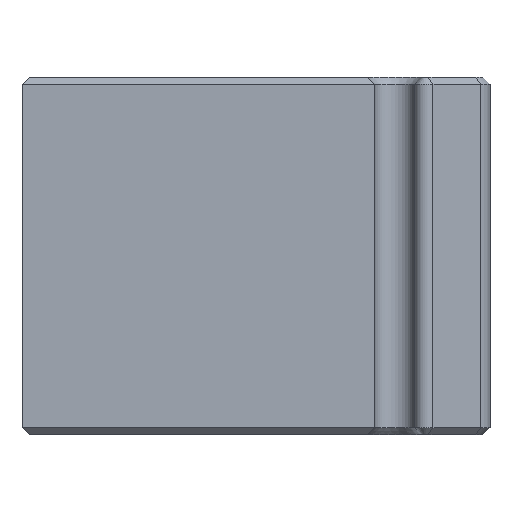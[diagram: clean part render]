
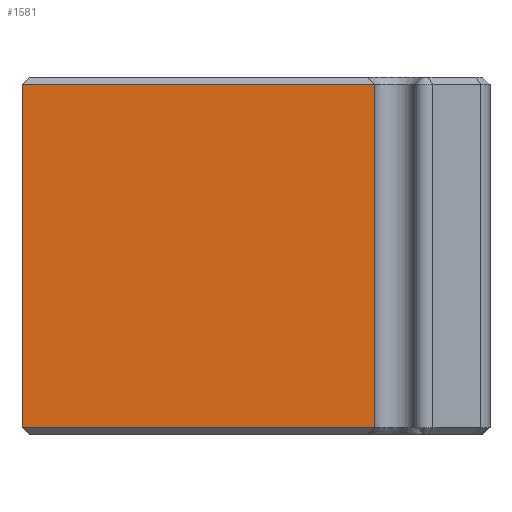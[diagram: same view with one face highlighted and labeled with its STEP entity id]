
A CAD part, left-side view. The second image highlights one B-rep face of the part: STEP entity #1581.
In plain terms, the highlighted planar face has unit normal (-1, 0, 0).
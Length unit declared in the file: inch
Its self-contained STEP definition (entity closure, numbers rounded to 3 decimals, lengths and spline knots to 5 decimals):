
#75=PLANE('',#1722);
#162=FACE_OUTER_BOUND('',#257,.T.);
#257=EDGE_LOOP('',(#1357,#1358,#1359,#1360));
#406=LINE('',#3059,#542);
#463=LINE('',#3370,#599);
#494=LINE('',#3447,#630);
#495=LINE('',#3449,#631);
#542=VECTOR('',#1858,0.3937);
#599=VECTOR('',#2013,0.3937);
#630=VECTOR('',#2100,0.3937);
#631=VECTOR('',#2103,0.3937);
#705=VERTEX_POINT('',#3052);
#707=VERTEX_POINT('',#3058);
#752=VERTEX_POINT('',#3363);
#754=VERTEX_POINT('',#3369);
#874=EDGE_CURVE('',#707,#705,#406,.T.);
#955=EDGE_CURVE('',#752,#754,#463,.T.);
#995=EDGE_CURVE('',#754,#707,#494,.T.);
#996=EDGE_CURVE('',#752,#705,#495,.T.);
#1357=ORIENTED_EDGE('',*,*,#874,.F.);
#1358=ORIENTED_EDGE('',*,*,#995,.F.);
#1359=ORIENTED_EDGE('',*,*,#955,.F.);
#1360=ORIENTED_EDGE('',*,*,#996,.T.);
#1581=ADVANCED_FACE('',(#162),#75,.T.);
#1722=AXIS2_PLACEMENT_3D('',#3448,#2101,#2102);
#1858=DIRECTION('',(0.,1.,0.));
#2013=DIRECTION('',(0.,-1.,0.));
#2100=DIRECTION('',(0.,0.,-1.));
#2101=DIRECTION('center_axis',(-1.,0.,0.));
#2102=DIRECTION('ref_axis',(0.,1.,0.));
#2103=DIRECTION('',(0.,0.,-1.));
#3052=CARTESIAN_POINT('',(-0.37825,1.5,17.02));
#3058=CARTESIAN_POINT('',(-0.37825,0.5125,17.02));
#3059=CARTESIAN_POINT('',(-0.37825,0.6695,17.02));
#3363=CARTESIAN_POINT('',(-0.37825,1.5,17.98));
#3369=CARTESIAN_POINT('',(-0.37825,0.5125,17.98));
#3370=CARTESIAN_POINT('',(-0.37825,0.6695,17.98));
#3447=CARTESIAN_POINT('',(-0.37825,0.5125,18.));
#3448=CARTESIAN_POINT('Origin',(-0.37825,0.5,18.));
#3449=CARTESIAN_POINT('',(-0.37825,1.5,18.));
